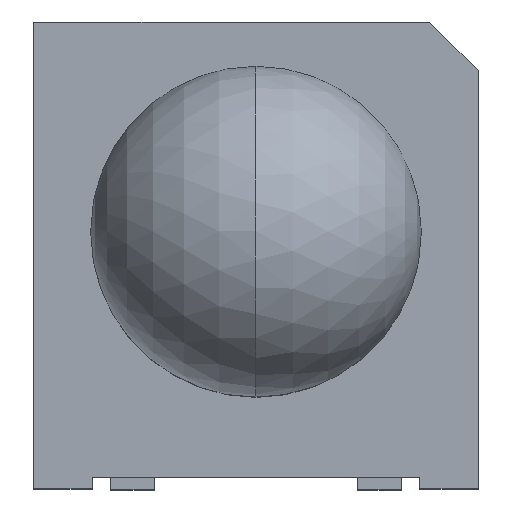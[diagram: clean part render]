
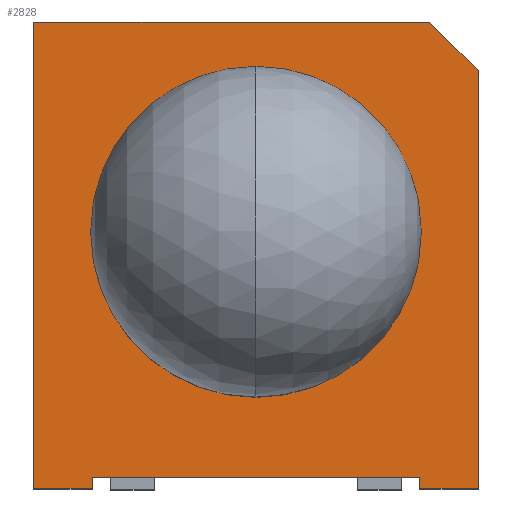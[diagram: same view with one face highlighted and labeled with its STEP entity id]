
A CAD part, top view. The second image highlights one B-rep face of the part: STEP entity #2828.
In plain terms, the highlighted planar face has unit normal (0, 0, 1).
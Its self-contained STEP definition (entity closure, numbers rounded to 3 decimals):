
#2411 = VERTEX_POINT ( 'NONE', #19167 ) ;
#2493 = VERTEX_POINT ( 'NONE', #6052 ) ;
#2568 = VERTEX_POINT ( 'NONE', #6631 ) ;
#2569 = EDGE_CURVE ( 'NONE', #2568, #2493, #6626, .T. ) ;
#2707 = VERTEX_POINT ( 'NONE', #7392 ) ;
#2755 = ORIENTED_EDGE ( 'NONE', *, *, #19955, .F. ) ;
#2757 = ORIENTED_EDGE ( 'NONE', *, *, #2762, .F. ) ;
#2758 = ORIENTED_EDGE ( 'NONE', *, *, #2795, .T. ) ;
#2760 = EDGE_LOOP ( 'NONE', ( #2755, #2833, #2758, #2835, #2823, #2820, #2819, #2816, #2812 ) ) ;
#2762 = EDGE_CURVE ( 'NONE', #2493, #2568, #7794, .T. ) ;
#2763 = EDGE_CURVE ( 'NONE', #2707, #2836, #7784, .T. ) ;
#2764 = VERTEX_POINT ( 'NONE', #7779 ) ;
#2765 = EDGE_LOOP ( 'NONE', ( #2757, #2829 ) ) ;
#2795 = EDGE_CURVE ( 'NONE', #2796, #2707, #7871, .T. ) ;
#2796 = VERTEX_POINT ( 'NONE', #7860 ) ;
#2804 = EDGE_CURVE ( 'NONE', #19535, #2811, #7957, .T. ) ;
#2810 = EDGE_CURVE ( 'NONE', #2817, #2811, #7989, .T. ) ;
#2811 = VERTEX_POINT ( 'NONE', #7983 ) ;
#2812 = ORIENTED_EDGE ( 'NONE', *, *, #2804, .F. ) ;
#2816 = ORIENTED_EDGE ( 'NONE', *, *, #2810, .T. ) ;
#2817 = VERTEX_POINT ( 'NONE', #7977 ) ;
#2818 = VERTEX_POINT ( 'NONE', #7976 ) ;
#2819 = ORIENTED_EDGE ( 'NONE', *, *, #2822, .F. ) ;
#2820 = ORIENTED_EDGE ( 'NONE', *, *, #2821, .F. ) ;
#2821 = EDGE_CURVE ( 'NONE', #2818, #2764, #7973, .T. ) ;
#2822 = EDGE_CURVE ( 'NONE', #2817, #2818, #7962, .T. ) ;
#2823 = ORIENTED_EDGE ( 'NONE', *, *, #2824, .F. ) ;
#2824 = EDGE_CURVE ( 'NONE', #2764, #2836, #8062, .T. ) ;
#2828 = ADVANCED_FACE ( 'NONE', ( #8055, #8054 ), #8029, .F. ) ;
#2829 = ORIENTED_EDGE ( 'NONE', *, *, #2569, .F. ) ;
#2830 = EDGE_CURVE ( 'NONE', #2411, #2796, #8115, .T. ) ;
#2833 = ORIENTED_EDGE ( 'NONE', *, *, #2830, .T. ) ;
#2835 = ORIENTED_EDGE ( 'NONE', *, *, #2763, .T. ) ;
#2836 = VERTEX_POINT ( 'NONE', #8072 ) ;
#6052 = CARTESIAN_POINT ( 'NONE',  ( 0., 1.94, 3.745 ) ) ;
#6620 = DIRECTION ( 'NONE',  ( 0., 1., 0. ) ) ;
#6621 = DIRECTION ( 'NONE',  ( 0., 0., 1. ) ) ;
#6623 = CARTESIAN_POINT ( 'NONE',  ( 0., 0.24, 3.745 ) ) ;
#6625 = AXIS2_PLACEMENT_3D ( 'NONE', #6623, #6621, #6620 ) ;
#6626 = CIRCLE ( 'NONE', #6625, 1.7 ) ;
#6631 = CARTESIAN_POINT ( 'NONE',  ( 0., -1.46, 3.745 ) ) ;
#7392 = CARTESIAN_POINT ( 'NONE',  ( -2.285, 2.4, 3.745 ) ) ;
#7779 = CARTESIAN_POINT ( 'NONE',  ( -1.685, -2.4, 3.745 ) ) ;
#7780 = DIRECTION ( 'NONE',  ( 0., -1., 0. ) ) ;
#7781 = VECTOR ( 'NONE', #7780, 1000. ) ;
#7783 = CARTESIAN_POINT ( 'NONE',  ( -2.285, 0.069, 3.745 ) ) ;
#7784 = LINE ( 'NONE', #7783, #7781 ) ;
#7788 = DIRECTION ( 'NONE',  ( 0., 1., 0. ) ) ;
#7789 = DIRECTION ( 'NONE',  ( 0., 0., 1. ) ) ;
#7790 = CARTESIAN_POINT ( 'NONE',  ( 0., 0.24, 3.745 ) ) ;
#7792 = AXIS2_PLACEMENT_3D ( 'NONE', #7790, #7789, #7788 ) ;
#7794 = CIRCLE ( 'NONE', #7792, 1.7 ) ;
#7860 = CARTESIAN_POINT ( 'NONE',  ( 1.785, 2.4, 3.745 ) ) ;
#7862 = DIRECTION ( 'NONE',  ( -1., 0., 0. ) ) ;
#7863 = VECTOR ( 'NONE', #7862, 1000. ) ;
#7864 = CARTESIAN_POINT ( 'NONE',  ( 2.285, 2.4, 3.745 ) ) ;
#7871 = LINE ( 'NONE', #7864, #7863 ) ;
#7954 = DIRECTION ( 'NONE',  ( -1., 0., 0. ) ) ;
#7955 = VECTOR ( 'NONE', #7954, 1000. ) ;
#7956 = CARTESIAN_POINT ( 'NONE',  ( 2.285, -2.4, 3.745 ) ) ;
#7957 = LINE ( 'NONE', #7956, #7955 ) ;
#7960 = CARTESIAN_POINT ( 'NONE',  ( -5.296, -2.28, 3.745 ) ) ;
#7962 = LINE ( 'NONE', #7960, #8065 ) ;
#7968 = DIRECTION ( 'NONE',  ( 0., -1., 0. ) ) ;
#7970 = VECTOR ( 'NONE', #7968, 1000. ) ;
#7972 = CARTESIAN_POINT ( 'NONE',  ( -1.685, 0., 3.745 ) ) ;
#7973 = LINE ( 'NONE', #7972, #7970 ) ;
#7976 = CARTESIAN_POINT ( 'NONE',  ( -1.685, -2.28, 3.745 ) ) ;
#7977 = CARTESIAN_POINT ( 'NONE',  ( 1.685, -2.28, 3.745 ) ) ;
#7983 = CARTESIAN_POINT ( 'NONE',  ( 1.685, -2.4, 3.745 ) ) ;
#7985 = DIRECTION ( 'NONE',  ( 0., -1., 0. ) ) ;
#7986 = VECTOR ( 'NONE', #7985, 1000. ) ;
#7988 = CARTESIAN_POINT ( 'NONE',  ( 1.685, 0., 3.745 ) ) ;
#7989 = LINE ( 'NONE', #7988, #7986 ) ;
#8019 = DIRECTION ( 'NONE',  ( 0., 1., 0. ) ) ;
#8020 = DIRECTION ( 'NONE',  ( 0., 0., -1. ) ) ;
#8022 = CARTESIAN_POINT ( 'NONE',  ( 2.285, 0.069, 3.745 ) ) ;
#8023 = AXIS2_PLACEMENT_3D ( 'NONE', #8022, #8020, #8019 ) ;
#8029 = PLANE ( 'NONE',  #8023 ) ;
#8054 = FACE_OUTER_BOUND ( 'NONE', #2760, .T. ) ;
#8055 = FACE_BOUND ( 'NONE', #2765, .T. ) ;
#8058 = DIRECTION ( 'NONE',  ( -1., 0., 0. ) ) ;
#8059 = VECTOR ( 'NONE', #8058, 1000. ) ;
#8060 = CARTESIAN_POINT ( 'NONE',  ( 2.285, -2.4, 3.745 ) ) ;
#8062 = LINE ( 'NONE', #8060, #8059 ) ;
#8064 = DIRECTION ( 'NONE',  ( -1., 0., 0. ) ) ;
#8065 = VECTOR ( 'NONE', #8064, 1000. ) ;
#8072 = CARTESIAN_POINT ( 'NONE',  ( -2.285, -2.4, 3.745 ) ) ;
#8111 = DIRECTION ( 'NONE',  ( -0.707, 0.707, 0. ) ) ;
#8113 = VECTOR ( 'NONE', #8111, 1000. ) ;
#8114 = CARTESIAN_POINT ( 'NONE',  ( 1.785, 2.4, 3.745 ) ) ;
#8115 = LINE ( 'NONE', #8114, #8113 ) ;
#10175 = CARTESIAN_POINT ( 'NONE',  ( 2.285, -2.4, 3.745 ) ) ;
#10924 = DIRECTION ( 'NONE',  ( 0., -1., 0. ) ) ;
#10925 = VECTOR ( 'NONE', #10924, 1000. ) ;
#10926 = CARTESIAN_POINT ( 'NONE',  ( 2.285, 0.069, 3.745 ) ) ;
#10927 = LINE ( 'NONE', #10926, #10925 ) ;
#19167 = CARTESIAN_POINT ( 'NONE',  ( 2.285, 1.9, 3.745 ) ) ;
#19535 = VERTEX_POINT ( 'NONE', #10175 ) ;
#19955 = EDGE_CURVE ( 'NONE', #2411, #19535, #10927, .T. ) ;
